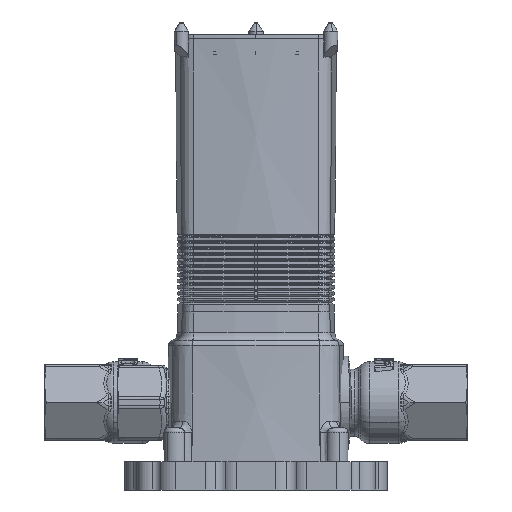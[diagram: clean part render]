
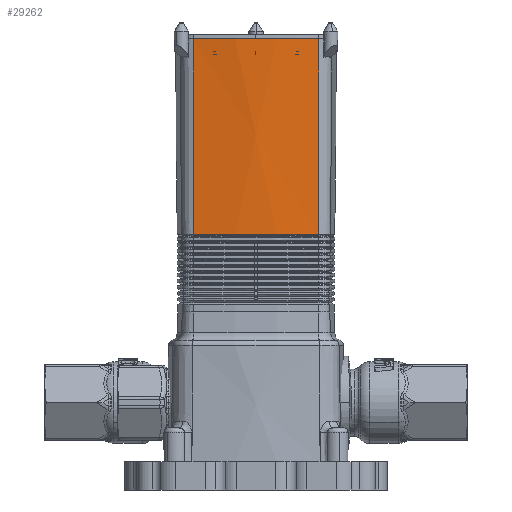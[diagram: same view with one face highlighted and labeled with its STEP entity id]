
A CAD part, left-side view. The second image highlights one B-rep face of the part: STEP entity #29262.
In plain terms, the highlighted conical face has half-angle 0.5 degrees and reference radius 151.777 mm.
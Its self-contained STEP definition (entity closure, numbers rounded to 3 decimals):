
#2039 = AXIS2_PLACEMENT_3D ( 'NONE', #42521, #4631, #48868 ) ;
#4631 = DIRECTION ( 'NONE',  ( 0., 0., 1. ) ) ;
#4767 = CARTESIAN_POINT ( 'NONE',  ( -126.574, -22.188, 111.571 ) ) ;
#5054 = DIRECTION ( 'NONE',  ( 0., 0., 1. ) ) ;
#8371 = ORIENTED_EDGE ( 'NONE', *, *, #80027, .T. ) ;
#8473 = LINE ( 'NONE', #81616, #44187 ) ;
#11830 = CARTESIAN_POINT ( 'NONE',  ( -126.992, -22.249, 160. ) ) ;
#14594 = FACE_OUTER_BOUND ( 'NONE', #57836, .T. ) ;
#16411 = CARTESIAN_POINT ( 'NONE',  ( 24., 0., 160. ) ) ;
#17557 = EDGE_CURVE ( 'NONE', #22849, #78180, #8473, .T. ) ;
#22750 = DIRECTION ( 'NONE',  ( 0.99, 0.139, 0. ) ) ;
#22849 = VERTEX_POINT ( 'NONE', #76141 ) ;
#29262 = ADVANCED_FACE ( 'NONE', ( #14594 ), #61163, .T. ) ;
#30469 = DIRECTION ( 'NONE',  ( 1., 0., 0. ) ) ;
#31096 = CIRCLE ( 'NONE', #58927, 152.623 ) ;
#32866 = EDGE_CURVE ( 'NONE', #72585, #78180, #31096, .T. ) ;
#35336 = EDGE_CURVE ( 'NONE', #45397, #72585, #81305, .T. ) ;
#35966 = ORIENTED_EDGE ( 'NONE', *, *, #32866, .T. ) ;
#36389 = CARTESIAN_POINT ( 'NONE',  ( -126.393, -22.161, 90.653 ) ) ;
#41689 = ORIENTED_EDGE ( 'NONE', *, *, #17557, .F. ) ;
#42521 = CARTESIAN_POINT ( 'NONE',  ( 24., 0., 90.653 ) ) ;
#43690 = DIRECTION ( 'NONE',  ( -0.009, 0.001, 1. ) ) ;
#44187 = VECTOR ( 'NONE', #43690, 1000. ) ;
#45397 = VERTEX_POINT ( 'NONE', #36389 ) ;
#45632 = VECTOR ( 'NONE', #49032, 1000. ) ;
#48868 = DIRECTION ( 'NONE',  ( 0.99, 0.139, 0. ) ) ;
#49032 = DIRECTION ( 'NONE',  ( -0.009, -0.001, 1. ) ) ;
#52476 = CARTESIAN_POINT ( 'NONE',  ( -126.992, 22.249, 160. ) ) ;
#57734 = ORIENTED_EDGE ( 'NONE', *, *, #35336, .T. ) ;
#57836 = EDGE_LOOP ( 'NONE', ( #41689, #8371, #57734, #35966 ) ) ;
#58927 = AXIS2_PLACEMENT_3D ( 'NONE', #16411, #60704, #22750 ) ;
#60704 = DIRECTION ( 'NONE',  ( 0., 0., -1. ) ) ;
#61163 = CONICAL_SURFACE ( 'NONE', #79896, 151.777, 0.009 ) ;
#64565 = CIRCLE ( 'NONE', #2039, 152.017 ) ;
#68379 = CARTESIAN_POINT ( 'NONE',  ( 24., 0., 63.143 ) ) ;
#72585 = VERTEX_POINT ( 'NONE', #11830 ) ;
#76141 = CARTESIAN_POINT ( 'NONE',  ( -126.393, 22.161, 90.653 ) ) ;
#78180 = VERTEX_POINT ( 'NONE', #52476 ) ;
#79896 = AXIS2_PLACEMENT_3D ( 'NONE', #68379, #5054, #30469 ) ;
#80027 = EDGE_CURVE ( 'NONE', #22849, #45397, #64565, .T. ) ;
#81305 = LINE ( 'NONE', #4767, #45632 ) ;
#81616 = CARTESIAN_POINT ( 'NONE',  ( -126.574, 22.188, 111.571 ) ) ;
